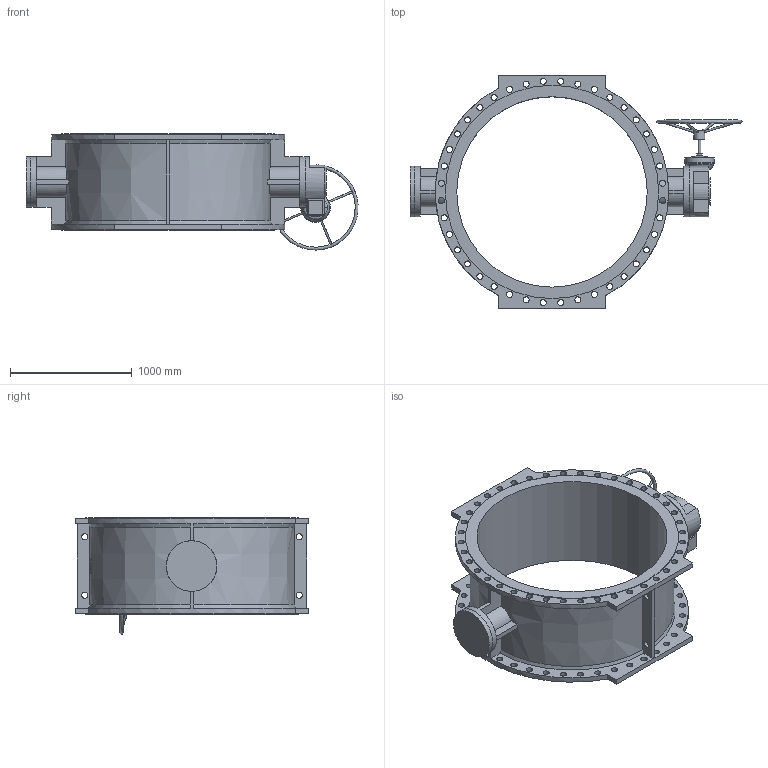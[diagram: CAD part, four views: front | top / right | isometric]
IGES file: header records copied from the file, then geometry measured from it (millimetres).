
Start section: SolidWorks IGES file using analytic representation for surfaces
Global section: file name: O_756_1_DN1600_0XXXXXX_AA0.igs; native system: SolidWorks 2012; preprocessor: SolidWorks 2012; author: pbm; date: 180413.075457; units: millimetre
Bounding box: 2723.98 x 1915 x 953.62 mm (x, y, z)
Surface area: 14054025.6 mm2 (no closed solid volume)
Topology: 0 solids, 0 shells, 372 faces, 2102 edges, 1908 vertices
Faces by surface type: bspline 225, revolution 147
